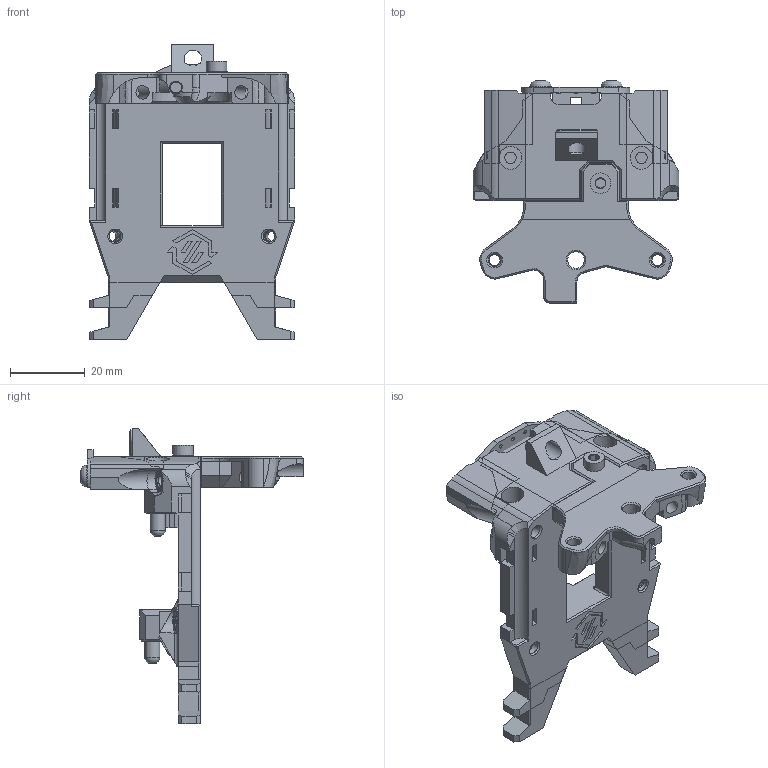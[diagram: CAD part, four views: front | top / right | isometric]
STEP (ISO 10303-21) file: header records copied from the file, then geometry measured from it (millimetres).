
FILE_DESCRIPTION(/* description */ (''),/* implementation_level */ '2;1');
FILE_NAME(/* name */ 'BlackBird.step',/* time_stamp */ '2024-06-25T14:54:40+01:00',/* author */ (''),/* organization */ (''),/* preprocessor_version */ 'ST-DEVELOPER v20',/* originating_system */ 'Autodesk Translation Framework v13.14.0.145',/* authorisation */ '');
FILE_SCHEMA (('AUTOMOTIVE_DESIGN { 1 0 10303 214 3 1 1 }'));
Products named in the file (16): BlackBird SC V1.1R2; Backplate; SC Plates; Addons; Hardware (2); Tap_Sensor; Board; Sensor; M3x6 BHCS (2); M3x6 FHCS (7) (1); M3x6 FHCS (7) (1) (1); Pins 4x12 Rounded; M3 5x4 Heatset Insert(Mirror) (2)(Mirror) (1); M3x8 SHCS; M3 5x4 Heatset Insert(Mirror) (2); [a]_flat_sherpa_mini (1)
Assembly tree (24 placements, depth 4):
  BlackBird SC V1.1R2
    Backplate
      SC Plates
      Addons
    Hardware (2)
      Pins 4x12 Rounded  x3
      Tap_Sensor
        Board
        Sensor
        M3x6 BHCS (2)  x2
      M3x6 FHCS (7) (1)
      M3x6 FHCS (7) (1) (1)
      M3 5x4 Heatset Insert(Mirror) (2)  x7
      M3 5x4 Heatset Insert(Mirror) (2)(Mirror) (1)
      M3x8 SHCS
    [a]_flat_sherpa_mini (1)
Bounding box: 55.07 x 59.42 x 79 mm (x, y, z)
Volume: 35397.2 mm3; surface area: 23275.6 mm2
Topology: 27 solids, 27 shells, 1838 faces, 5022 edges, 3298 vertices
Faces by surface type: bspline 666, plane 614, cylinder 382, cone 173, torus 3
Full cylindrical faces by diameter (mm): 0.87 x5, 1 x3, 2.7 x2, 2.8 x4, 2.9 x8, 3 x7, 3.1 x6, 3.2 x4, 3.4 x3, 3.6 x2, 4 x3, 4.1 x8, 4.25 x16, 4.5 x1, 4.7 x5, 4.8 x4, 5.5 x1, 5.54 x2, 5.7 x2, 6.1 x3
Entity records: 44577 total; most frequent: CARTESIAN_POINT 18990, ORIENTED_EDGE 5526, DIRECTION 4712, EDGE_CURVE 2763, VERTEX_POINT 1798, LINE 1614, VECTOR 1614, AXIS2_PLACEMENT_3D 1549
